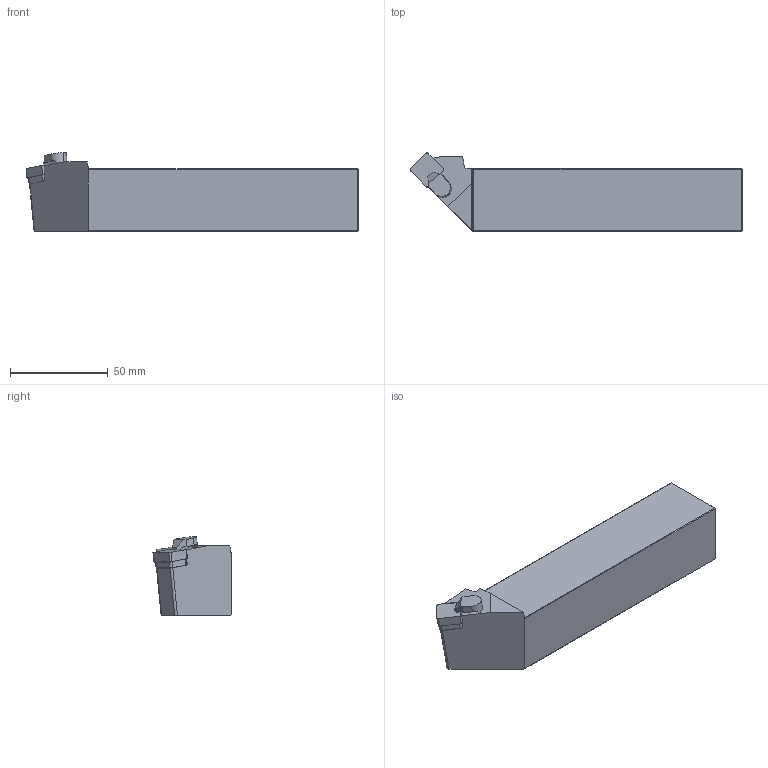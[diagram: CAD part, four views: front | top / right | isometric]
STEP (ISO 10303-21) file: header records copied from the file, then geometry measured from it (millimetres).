
FILE_DESCRIPTION(/* description */ (''),/* implementation_level */ '2;1');
FILE_NAME(/* name */ 'PSSNL-3232-P12C.stp',/* time_stamp */ '2023-10-02T14:24:24+03:00',/* author */ (''),/* organization */ (''),/* preprocessor_version */ 'ST-DEVELOPER v19.4',/* originating_system */ 'SIEMENS PLM Software NX2306.3001',/* authorisation */ '');
FILE_SCHEMA (('AUTOMOTIVE_DESIGN { 1 0 10303 214 3 1 1 1 }'));
Length unit declared in the file: millimetre
Products named in the file (1): PSSNR-3232-P12C
Bounding box: 170 x 40 x 40.2 mm (x, y, z)
Volume: 162449.8 mm3; surface area: 23451.3 mm2
Topology: 2 solids, 2 shells, 74 faces, 187 edges, 118 vertices
Faces by surface type: plane 55, cylinder 16, cone 3
Entity records: 2236 total; most frequent: CARTESIAN_POINT 404, ORIENTED_EDGE 374, DIRECTION 372, EDGE_CURVE 187, LINE 146, VECTOR 146, VERTEX_POINT 118, AXIS2_PLACEMENT_3D 113
